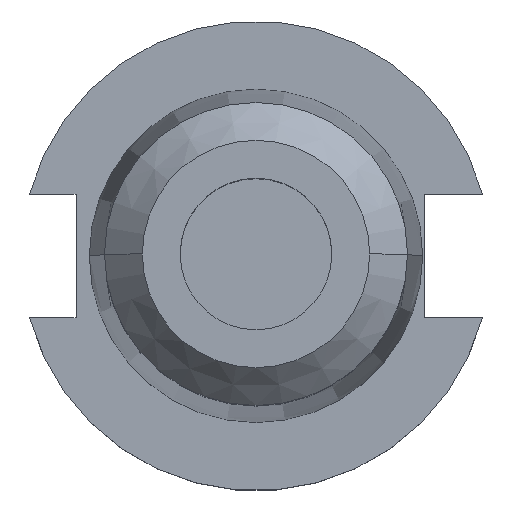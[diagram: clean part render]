
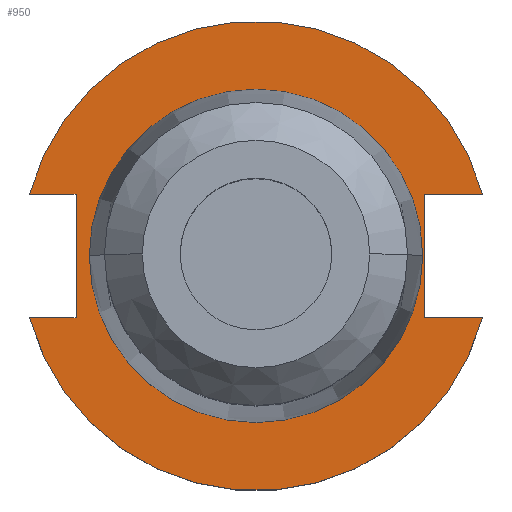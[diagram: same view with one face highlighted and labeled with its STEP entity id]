
A CAD part, top view. The second image highlights one B-rep face of the part: STEP entity #950.
In plain terms, the highlighted planar face has unit normal (0, 0, 1).
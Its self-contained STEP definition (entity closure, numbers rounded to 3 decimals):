
#5 = ORIENTED_EDGE ( 'NONE', *, *, #581, .F. ) ;
#7 = LINE ( 'NONE', #107, #632 ) ;
#11 = AXIS2_PLACEMENT_3D ( 'NONE', #915, #661, #36 ) ;
#36 = DIRECTION ( 'NONE',  ( 1., 0., 0. ) ) ;
#39 = AXIS2_PLACEMENT_3D ( 'NONE', #625, #497, #1239 ) ;
#53 = AXIS2_PLACEMENT_3D ( 'NONE', #719, #1342, #1208 ) ;
#59 = DIRECTION ( 'NONE',  ( 1., 0., 0. ) ) ;
#107 = CARTESIAN_POINT ( 'NONE',  ( -63.719, 12.954, 19.05 ) ) ;
#111 = DIRECTION ( 'NONE',  ( -1., 0., 0. ) ) ;
#140 = EDGE_LOOP ( 'NONE', ( #1117, #1169 ) ) ;
#152 = CARTESIAN_POINT ( 'NONE',  ( -37.719, -12.954, 19.05 ) ) ;
#190 = VERTEX_POINT ( 'NONE', #796 ) ;
#253 = ORIENTED_EDGE ( 'NONE', *, *, #849, .F. ) ;
#266 = EDGE_CURVE ( 'NONE', #1563, #1608, #986, .T. ) ;
#327 = VECTOR ( 'NONE', #111, 1000. ) ;
#330 = CARTESIAN_POINT ( 'NONE',  ( -37.719, 12.954, 19.05 ) ) ;
#335 = ORIENTED_EDGE ( 'NONE', *, *, #987, .T. ) ;
#382 = EDGE_CURVE ( 'NONE', #1269, #1563, #957, .T. ) ;
#497 = DIRECTION ( 'NONE',  ( 0., 0., 1. ) ) ;
#499 = CARTESIAN_POINT ( 'NONE',  ( 35.306, 12.954, 19.05 ) ) ;
#511 = CARTESIAN_POINT ( 'NONE',  ( 35.306, 12.954, 19.05 ) ) ;
#521 = EDGE_CURVE ( 'NONE', #1269, #813, #1613, .T. ) ;
#581 = EDGE_CURVE ( 'NONE', #1015, #190, #843, .T. ) ;
#602 = CARTESIAN_POINT ( 'NONE',  ( 47.477, 12.954, 19.05 ) ) ;
#607 = CARTESIAN_POINT ( 'NONE',  ( -34.925, 0., 19.05 ) ) ;
#625 = CARTESIAN_POINT ( 'NONE',  ( 0., 0., 19.05 ) ) ;
#632 = VECTOR ( 'NONE', #749, 1000. ) ;
#645 = CARTESIAN_POINT ( 'NONE',  ( 34.925, 0., 19.05 ) ) ;
#648 = CARTESIAN_POINT ( 'NONE',  ( -47.477, -12.954, 19.05 ) ) ;
#658 = VERTEX_POINT ( 'NONE', #1066 ) ;
#661 = DIRECTION ( 'NONE',  ( 0., 0., 1. ) ) ;
#667 = CARTESIAN_POINT ( 'NONE',  ( -63.719, -12.954, 19.05 ) ) ;
#679 = DIRECTION ( 'NONE',  ( 0., 0., 1. ) ) ;
#719 = CARTESIAN_POINT ( 'NONE',  ( 0., 0., 19.05 ) ) ;
#734 = FACE_BOUND ( 'NONE', #140, .T. ) ;
#749 = DIRECTION ( 'NONE',  ( -1., 0., 0. ) ) ;
#796 = CARTESIAN_POINT ( 'NONE',  ( -37.719, 12.954, 19.05 ) ) ;
#799 = LINE ( 'NONE', #1455, #1447 ) ;
#810 = AXIS2_PLACEMENT_3D ( 'NONE', #1095, #861, #1617 ) ;
#813 = VERTEX_POINT ( 'NONE', #1007 ) ;
#818 = EDGE_CURVE ( 'NONE', #1588, #909, #1065, .T. ) ;
#837 = ORIENTED_EDGE ( 'NONE', *, *, #521, .T. ) ;
#843 = LINE ( 'NONE', #330, #1082 ) ;
#849 = EDGE_CURVE ( 'NONE', #190, #813, #7, .T. ) ;
#861 = DIRECTION ( 'NONE',  ( 0., 0., 1. ) ) ;
#901 = CIRCLE ( 'NONE', #1297, 49.212 ) ;
#909 = VERTEX_POINT ( 'NONE', #607 ) ;
#915 = CARTESIAN_POINT ( 'NONE',  ( 0., 0., 19.05 ) ) ;
#917 = EDGE_LOOP ( 'NONE', ( #335, #923, #1448, #1341, #837, #253, #5, #954 ) ) ;
#923 = ORIENTED_EDGE ( 'NONE', *, *, #1060, .F. ) ;
#926 = DIRECTION ( 'NONE',  ( 1., 0., 0. ) ) ;
#933 = CARTESIAN_POINT ( 'NONE',  ( 0., 0., 19.05 ) ) ;
#941 = VECTOR ( 'NONE', #926, 1000. ) ;
#950 = ADVANCED_FACE ( 'NONE', ( #734, #1213 ), #969, .T. ) ;
#951 = DIRECTION ( 'NONE',  ( 0., 1., 0. ) ) ;
#954 = ORIENTED_EDGE ( 'NONE', *, *, #1546, .F. ) ;
#957 = LINE ( 'NONE', #499, #327 ) ;
#969 = PLANE ( 'NONE',  #810 ) ;
#984 = VECTOR ( 'NONE', #1139, 1000. ) ;
#986 = LINE ( 'NONE', #1023, #984 ) ;
#987 = EDGE_CURVE ( 'NONE', #1014, #658, #901, .T. ) ;
#1007 = CARTESIAN_POINT ( 'NONE',  ( -47.477, 12.954, 19.05 ) ) ;
#1014 = VERTEX_POINT ( 'NONE', #648 ) ;
#1015 = VERTEX_POINT ( 'NONE', #152 ) ;
#1023 = CARTESIAN_POINT ( 'NONE',  ( 35.306, 12.954, 19.05 ) ) ;
#1060 = EDGE_CURVE ( 'NONE', #1608, #658, #799, .T. ) ;
#1065 = CIRCLE ( 'NONE', #39, 34.925 ) ;
#1066 = CARTESIAN_POINT ( 'NONE',  ( 47.477, -12.954, 19.05 ) ) ;
#1082 = VECTOR ( 'NONE', #951, 1000. ) ;
#1087 = EDGE_CURVE ( 'NONE', #909, #1588, #1347, .T. ) ;
#1095 = CARTESIAN_POINT ( 'NONE',  ( 0., 49.212, 19.05 ) ) ;
#1117 = ORIENTED_EDGE ( 'NONE', *, *, #818, .F. ) ;
#1139 = DIRECTION ( 'NONE',  ( 0., -1., 0. ) ) ;
#1154 = DIRECTION ( 'NONE',  ( 1., 0., 0. ) ) ;
#1169 = ORIENTED_EDGE ( 'NONE', *, *, #1087, .F. ) ;
#1208 = DIRECTION ( 'NONE',  ( 1., 0., 0. ) ) ;
#1213 = FACE_OUTER_BOUND ( 'NONE', #917, .T. ) ;
#1239 = DIRECTION ( 'NONE',  ( 1., 0., 0. ) ) ;
#1269 = VERTEX_POINT ( 'NONE', #602 ) ;
#1286 = LINE ( 'NONE', #667, #941 ) ;
#1297 = AXIS2_PLACEMENT_3D ( 'NONE', #933, #679, #1154 ) ;
#1341 = ORIENTED_EDGE ( 'NONE', *, *, #382, .F. ) ;
#1342 = DIRECTION ( 'NONE',  ( 0., 0., 1. ) ) ;
#1347 = CIRCLE ( 'NONE', #11, 34.925 ) ;
#1447 = VECTOR ( 'NONE', #59, 1000. ) ;
#1448 = ORIENTED_EDGE ( 'NONE', *, *, #266, .F. ) ;
#1455 = CARTESIAN_POINT ( 'NONE',  ( 35.306, -12.954, 19.05 ) ) ;
#1546 = EDGE_CURVE ( 'NONE', #1014, #1015, #1286, .T. ) ;
#1563 = VERTEX_POINT ( 'NONE', #511 ) ;
#1577 = CARTESIAN_POINT ( 'NONE',  ( 35.306, -12.954, 19.05 ) ) ;
#1588 = VERTEX_POINT ( 'NONE', #645 ) ;
#1608 = VERTEX_POINT ( 'NONE', #1577 ) ;
#1613 = CIRCLE ( 'NONE', #53, 49.212 ) ;
#1617 = DIRECTION ( 'NONE',  ( 1., 0., 0. ) ) ;
